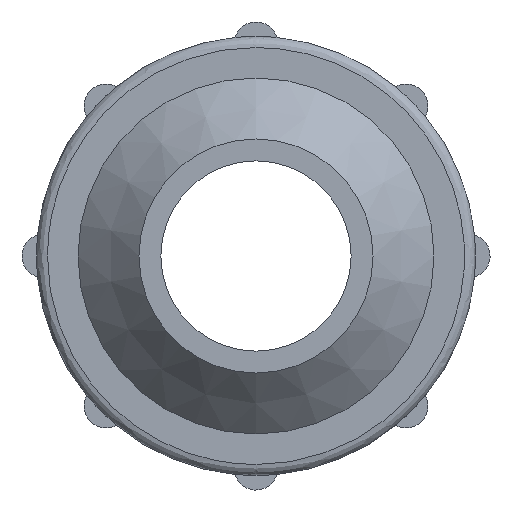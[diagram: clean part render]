
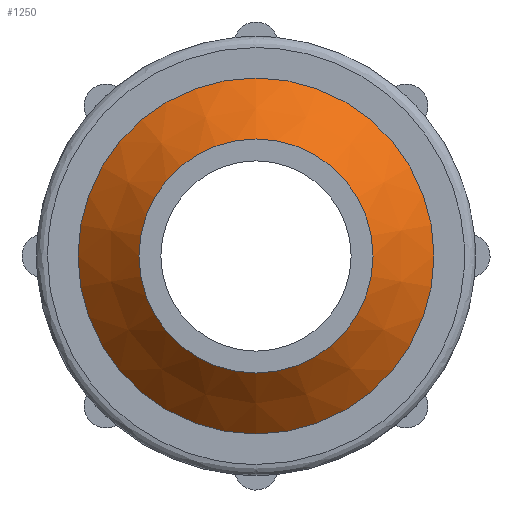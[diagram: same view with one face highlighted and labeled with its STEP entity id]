
A CAD part, left-side view. The second image highlights one B-rep face of the part: STEP entity #1250.
In plain terms, the highlighted conical face has half-angle 45 degrees and reference radius 24.333 mm.
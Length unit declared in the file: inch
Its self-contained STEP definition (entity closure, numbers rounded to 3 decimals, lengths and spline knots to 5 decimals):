
#80 = ORIENTED_EDGE ( 'NONE', *, *, #187, .F. ) ;
#97 = EDGE_LOOP ( 'NONE', ( #173 ) ) ;
#173 = ORIENTED_EDGE ( 'NONE', *, *, #228, .T. ) ;
#187 = EDGE_CURVE ( 'NONE', #875, #875, #1362, .T. ) ;
#205 = CONICAL_SURFACE ( 'NONE', #452, 0.95801, 0.785 ) ;
#208 = DIRECTION ( 'NONE',  ( 0., 0., -1. ) ) ;
#228 = EDGE_CURVE ( 'NONE', #535, #535, #388, .T. ) ;
#272 = EDGE_LOOP ( 'NONE', ( #80 ) ) ;
#349 = CARTESIAN_POINT ( 'NONE',  ( 1.53543, 0., -0.62992 ) ) ;
#388 = CIRCLE ( 'NONE', #1194, 0.95801 ) ;
#452 = AXIS2_PLACEMENT_3D ( 'NONE', #1577, #1554, #208 ) ;
#535 = VERTEX_POINT ( 'NONE', #1553 ) ;
#559 = FACE_OUTER_BOUND ( 'NONE', #97, .T. ) ;
#597 = DIRECTION ( 'NONE',  ( 0., 0., -1. ) ) ;
#691 = DIRECTION ( 'NONE',  ( 0., 0., -1. ) ) ;
#819 = CARTESIAN_POINT ( 'NONE',  ( 1.53543, 0., 0. ) ) ;
#831 = DIRECTION ( 'NONE',  ( -1., 0., 0. ) ) ;
#832 = AXIS2_PLACEMENT_3D ( 'NONE', #819, #831, #691 ) ;
#849 = DIRECTION ( 'NONE',  ( -1., 0., 0. ) ) ;
#875 = VERTEX_POINT ( 'NONE', #349 ) ;
#895 = FACE_BOUND ( 'NONE', #272, .T. ) ;
#1194 = AXIS2_PLACEMENT_3D ( 'NONE', #1527, #849, #597 ) ;
#1250 = ADVANCED_FACE ( 'NONE', ( #895, #559 ), #205, .T. ) ;
#1362 = CIRCLE ( 'NONE', #832, 0.62992 ) ;
#1527 = CARTESIAN_POINT ( 'NONE',  ( 1.86352, 0., 0. ) ) ;
#1553 = CARTESIAN_POINT ( 'NONE',  ( 1.86352, 0., -0.95801 ) ) ;
#1554 = DIRECTION ( 'NONE',  ( 1., 0., 0. ) ) ;
#1577 = CARTESIAN_POINT ( 'NONE',  ( 1.86352, 0., 0. ) ) ;
